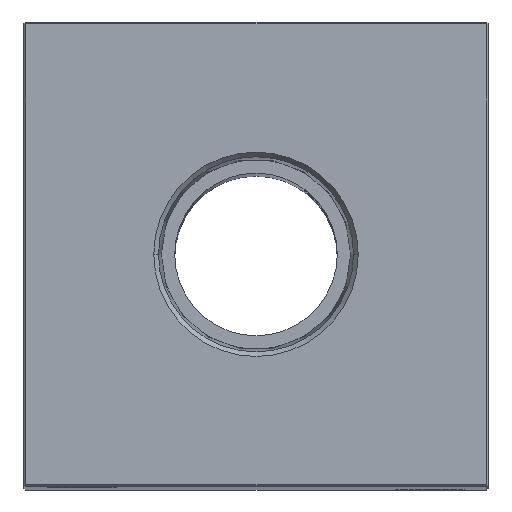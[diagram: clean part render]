
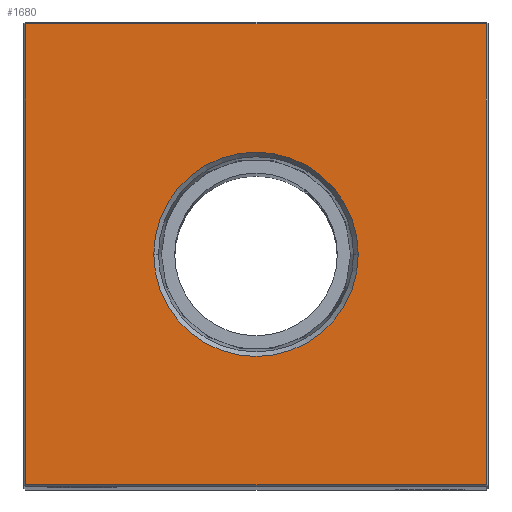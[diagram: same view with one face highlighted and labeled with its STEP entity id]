
A CAD part, top view. The second image highlights one B-rep face of the part: STEP entity #1680.
In plain terms, the highlighted planar face has unit normal (0, 0, 1).
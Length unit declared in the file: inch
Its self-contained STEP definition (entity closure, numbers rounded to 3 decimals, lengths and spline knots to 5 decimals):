
#1144 = CIRCLE ( 'NONE', #23767, 0.5499 ) ;
#1629 = CARTESIAN_POINT ( 'NONE',  ( 1.24, 1.24, 10.5 ) ) ;
#1680 = ADVANCED_FACE ( 'NONE', ( #26616, #4019 ), #14125, .F. ) ;
#2553 = VECTOR ( 'NONE', #24733, 39.37008 ) ;
#4019 = FACE_BOUND ( 'NONE', #27701, .T. ) ;
#4351 = DIRECTION ( 'NONE',  ( -1., 0., 0. ) ) ;
#4612 = LINE ( 'NONE', #14721, #2553 ) ;
#4729 = LINE ( 'NONE', #14832, #23742 ) ;
#6082 = CARTESIAN_POINT ( 'NONE',  ( 0.5499, 0., 10.5 ) ) ;
#6506 = CARTESIAN_POINT ( 'NONE',  ( 0., 1.24, 10.5 ) ) ;
#6912 = DIRECTION ( 'NONE',  ( 1., 0., 0. ) ) ;
#8682 = DIRECTION ( 'NONE',  ( 0., 0., 1. ) ) ;
#9146 = CARTESIAN_POINT ( 'NONE',  ( -1.24, 1.24, 10.5 ) ) ;
#10110 = VECTOR ( 'NONE', #16546, 39.37008 ) ;
#10782 = CARTESIAN_POINT ( 'NONE',  ( 0., 0., 10.5 ) ) ;
#12774 = AXIS2_PLACEMENT_3D ( 'NONE', #31272, #8682, #18664 ) ;
#12997 = ORIENTED_EDGE ( 'NONE', *, *, #26191, .T. ) ;
#13026 = CARTESIAN_POINT ( 'NONE',  ( 1.24, -1.24, 10.5 ) ) ;
#14125 = PLANE ( 'NONE',  #17882 ) ;
#14721 = CARTESIAN_POINT ( 'NONE',  ( -1.24, 0., 10.5 ) ) ;
#14832 = CARTESIAN_POINT ( 'NONE',  ( 1.24, 0., 10.5 ) ) ;
#15209 = ORIENTED_EDGE ( 'NONE', *, *, #15562, .F. ) ;
#15346 = VERTEX_POINT ( 'NONE', #13026 ) ;
#15562 = EDGE_CURVE ( 'NONE', #16074, #19236, #26950, .T. ) ;
#16074 = VERTEX_POINT ( 'NONE', #16988 ) ;
#16546 = DIRECTION ( 'NONE',  ( -1., 0., 0. ) ) ;
#16842 = CARTESIAN_POINT ( 'NONE',  ( 0., 0., 10.5 ) ) ;
#16988 = CARTESIAN_POINT ( 'NONE',  ( -0.5499, 0., 10.5 ) ) ;
#17882 = AXIS2_PLACEMENT_3D ( 'NONE', #16842, #26949, #4351 ) ;
#18664 = DIRECTION ( 'NONE',  ( 1., 0., 0. ) ) ;
#18759 = ORIENTED_EDGE ( 'NONE', *, *, #26462, .F. ) ;
#19236 = VERTEX_POINT ( 'NONE', #6082 ) ;
#19396 = LINE ( 'NONE', #29493, #31018 ) ;
#19912 = EDGE_LOOP ( 'NONE', ( #22530, #28301, #12997, #24699 ) ) ;
#20790 = DIRECTION ( 'NONE',  ( 0., 0., 1. ) ) ;
#22530 = ORIENTED_EDGE ( 'NONE', *, *, #25357, .T. ) ;
#22632 = VERTEX_POINT ( 'NONE', #1629 ) ;
#23742 = VECTOR ( 'NONE', #24843, 39.37008 ) ;
#23767 = AXIS2_PLACEMENT_3D ( 'NONE', #10782, #20790, #30885 ) ;
#24699 = ORIENTED_EDGE ( 'NONE', *, *, #26343, .T. ) ;
#24733 = DIRECTION ( 'NONE',  ( 0., -1., 0. ) ) ;
#24843 = DIRECTION ( 'NONE',  ( 0., 1., 0. ) ) ;
#25212 = CARTESIAN_POINT ( 'NONE',  ( -1.24, -1.24, 10.5 ) ) ;
#25313 = EDGE_CURVE ( 'NONE', #31747, #15346, #19396, .T. ) ;
#25357 = EDGE_CURVE ( 'NONE', #25688, #31747, #4612, .T. ) ;
#25688 = VERTEX_POINT ( 'NONE', #9146 ) ;
#26191 = EDGE_CURVE ( 'NONE', #15346, #22632, #4729, .T. ) ;
#26343 = EDGE_CURVE ( 'NONE', #22632, #25688, #29072, .T. ) ;
#26462 = EDGE_CURVE ( 'NONE', #19236, #16074, #1144, .T. ) ;
#26616 = FACE_OUTER_BOUND ( 'NONE', #19912, .T. ) ;
#26949 = DIRECTION ( 'NONE',  ( 0., 0., -1. ) ) ;
#26950 = CIRCLE ( 'NONE', #12774, 0.5499 ) ;
#27701 = EDGE_LOOP ( 'NONE', ( #18759, #15209 ) ) ;
#28301 = ORIENTED_EDGE ( 'NONE', *, *, #25313, .T. ) ;
#29072 = LINE ( 'NONE', #6506, #10110 ) ;
#29493 = CARTESIAN_POINT ( 'NONE',  ( 0., -1.24, 10.5 ) ) ;
#30885 = DIRECTION ( 'NONE',  ( 1., 0., 0. ) ) ;
#31018 = VECTOR ( 'NONE', #6912, 39.37008 ) ;
#31272 = CARTESIAN_POINT ( 'NONE',  ( 0., 0., 10.5 ) ) ;
#31747 = VERTEX_POINT ( 'NONE', #25212 ) ;
